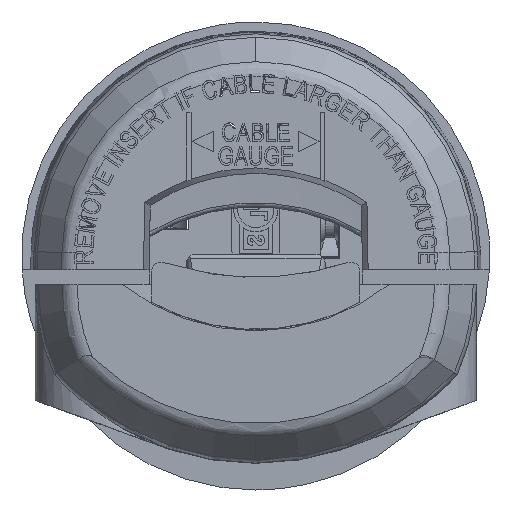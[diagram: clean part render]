
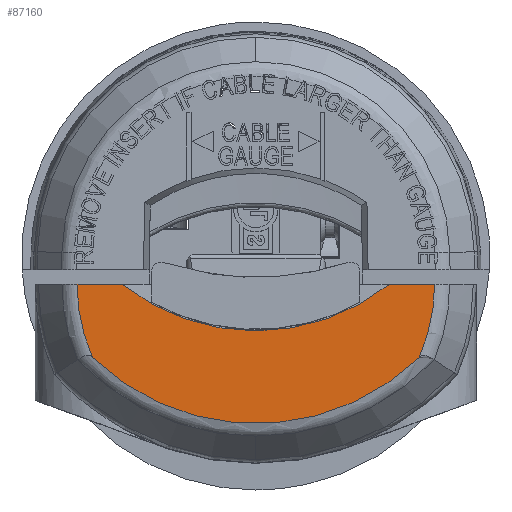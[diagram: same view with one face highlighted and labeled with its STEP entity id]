
A CAD part, top view. The second image highlights one B-rep face of the part: STEP entity #87160.
In plain terms, the highlighted planar face has unit normal (0, 0, 1).
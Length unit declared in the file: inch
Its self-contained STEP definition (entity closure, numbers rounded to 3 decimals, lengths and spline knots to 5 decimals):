
#4531 = AXIS2_PLACEMENT_3D ( 'NONE', #113697, #61215, #107040 ) ;
#6578 = ORIENTED_EDGE ( 'NONE', *, *, #53075, .F. ) ;
#8468 = LINE ( 'NONE', #51592, #83860 ) ;
#9925 = CARTESIAN_POINT ( 'NONE',  ( -0.55094, -0.34332, 2.596 ) ) ;
#10206 = CIRCLE ( 'NONE', #35020, 0.724 ) ;
#11845 = CARTESIAN_POINT ( 'NONE',  ( -0.45021, -0.097, 2.596 ) ) ;
#13560 = CIRCLE ( 'NONE', #4531, 0.724 ) ;
#16325 = VERTEX_POINT ( 'NONE', #53755 ) ;
#18083 = AXIS2_PLACEMENT_3D ( 'NONE', #66055, #98698, #86722 ) ;
#20135 = DIRECTION ( 'NONE',  ( 0., 0., 1. ) ) ;
#20555 = VECTOR ( 'NONE', #104805, 39.37008 ) ;
#23892 = VERTEX_POINT ( 'NONE', #71106 ) ;
#24480 = VERTEX_POINT ( 'NONE', #9925 ) ;
#26974 = DIRECTION ( 'NONE',  ( 1., 0., 0. ) ) ;
#29055 = LINE ( 'NONE', #72147, #20555 ) ;
#34625 = AXIS2_PLACEMENT_3D ( 'NONE', #129519, #83524, #73539 ) ;
#35020 = AXIS2_PLACEMENT_3D ( 'NONE', #61835, #20135, #63244 ) ;
#35722 = AXIS2_PLACEMENT_3D ( 'NONE', #61541, #50960, #26974 ) ;
#40456 = CARTESIAN_POINT ( 'NONE',  ( 0., -0.097, 2.596 ) ) ;
#42347 = DIRECTION ( 'NONE',  ( -1., 0., 0. ) ) ;
#44281 = EDGE_CURVE ( 'NONE', #48434, #24480, #80884, .T. ) ;
#48434 = VERTEX_POINT ( 'NONE', #84679 ) ;
#48977 = DIRECTION ( 'NONE',  ( 0., 0., 1. ) ) ;
#50960 = DIRECTION ( 'NONE',  ( 0., 0., 1. ) ) ;
#51592 = CARTESIAN_POINT ( 'NONE',  ( 0., -0.097, 2.596 ) ) ;
#53075 = EDGE_CURVE ( 'NONE', #48434, #117985, #29055, .T. ) ;
#53755 = CARTESIAN_POINT ( 'NONE',  ( 0.60349, -0.097, 2.596 ) ) ;
#61215 = DIRECTION ( 'NONE',  ( 0., 0., 1. ) ) ;
#61541 = CARTESIAN_POINT ( 'NONE',  ( 0., -0.097, 2.596 ) ) ;
#61835 = CARTESIAN_POINT ( 'NONE',  ( 0., 0.47, 2.596 ) ) ;
#63244 = DIRECTION ( 'NONE',  ( 0., -1., 0. ) ) ;
#66055 = CARTESIAN_POINT ( 'NONE',  ( -0.62318, -0.89876, 2.596 ) ) ;
#69883 = ORIENTED_EDGE ( 'NONE', *, *, #44281, .T. ) ;
#71106 = CARTESIAN_POINT ( 'NONE',  ( 0.55094, -0.34332, 2.596 ) ) ;
#72147 = CARTESIAN_POINT ( 'NONE',  ( -0.52831, -0.097, 2.596 ) ) ;
#72260 = EDGE_CURVE ( 'NONE', #16325, #115797, #8468, .T. ) ;
#73539 = DIRECTION ( 'NONE',  ( 1., 0., 0. ) ) ;
#76708 = FACE_OUTER_BOUND ( 'NONE', #128816, .T. ) ;
#79498 = ORIENTED_EDGE ( 'NONE', *, *, #72260, .T. ) ;
#80884 = CIRCLE ( 'NONE', #35722, 0.60349 ) ;
#83524 = DIRECTION ( 'NONE',  ( 0., 0., 1. ) ) ;
#83607 = DIRECTION ( 'NONE',  ( 1., 0., 0. ) ) ;
#83860 = VECTOR ( 'NONE', #42347, 39.37008 ) ;
#84111 = EDGE_CURVE ( 'NONE', #24480, #23892, #95717, .T. ) ;
#84607 = VERTEX_POINT ( 'NONE', #92295 ) ;
#84679 = CARTESIAN_POINT ( 'NONE',  ( -0.60349, -0.097, 2.596 ) ) ;
#86722 = DIRECTION ( 'NONE',  ( 1., 0., 0. ) ) ;
#87160 = ADVANCED_FACE ( 'NONE', ( #76708 ), #109283, .T. ) ;
#92295 = CARTESIAN_POINT ( 'NONE',  ( 0., -0.254, 2.596 ) ) ;
#95717 = CIRCLE ( 'NONE', #34625, 0.79025 ) ;
#98698 = DIRECTION ( 'NONE',  ( 0., 0., 1. ) ) ;
#101702 = ORIENTED_EDGE ( 'NONE', *, *, #115138, .F. ) ;
#104515 = CARTESIAN_POINT ( 'NONE',  ( 0.45021, -0.097, 2.596 ) ) ;
#104805 = DIRECTION ( 'NONE',  ( 1., 0., 0. ) ) ;
#107040 = DIRECTION ( 'NONE',  ( 0., -1., 0. ) ) ;
#109283 = PLANE ( 'NONE',  #18083 ) ;
#111010 = CIRCLE ( 'NONE', #129155, 0.60349 ) ;
#113697 = CARTESIAN_POINT ( 'NONE',  ( 0., 0.47, 2.596 ) ) ;
#115024 = ORIENTED_EDGE ( 'NONE', *, *, #138609, .F. ) ;
#115138 = EDGE_CURVE ( 'NONE', #84607, #115797, #13560, .T. ) ;
#115797 = VERTEX_POINT ( 'NONE', #104515 ) ;
#117985 = VERTEX_POINT ( 'NONE', #11845 ) ;
#123589 = ORIENTED_EDGE ( 'NONE', *, *, #84111, .T. ) ;
#128816 = EDGE_LOOP ( 'NONE', ( #69883, #123589, #130999, #79498, #101702, #115024, #6578 ) ) ;
#129155 = AXIS2_PLACEMENT_3D ( 'NONE', #40456, #48977, #83607 ) ;
#129519 = CARTESIAN_POINT ( 'NONE',  ( 0., 0.22322, 2.596 ) ) ;
#130124 = EDGE_CURVE ( 'NONE', #23892, #16325, #111010, .T. ) ;
#130999 = ORIENTED_EDGE ( 'NONE', *, *, #130124, .T. ) ;
#138609 = EDGE_CURVE ( 'NONE', #117985, #84607, #10206, .T. ) ;
